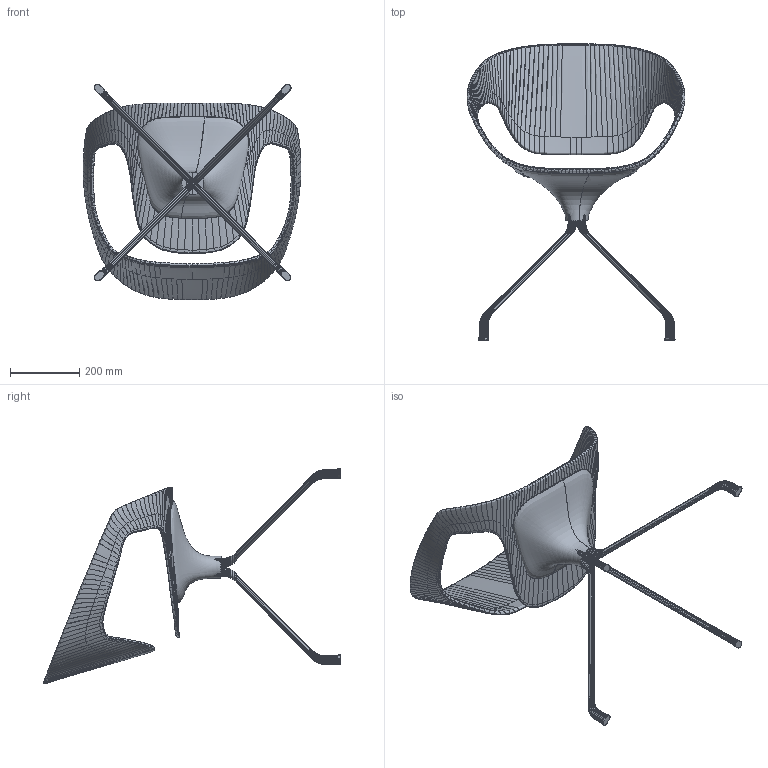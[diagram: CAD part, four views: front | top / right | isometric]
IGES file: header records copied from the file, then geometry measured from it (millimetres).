
Start section: SolidWorks IGES file using analytic representation for surfaces
Global section: file name: VAD GIREVOLE.IGS; native system: SolidWorks 2016; preprocessor: SolidWorks 2016; author: serena.trevisiol; date: 170421.172718; units: millimetre
Bounding box: 630.43 x 857.18 x 623.44 mm (x, y, z)
Surface area: 1085758.4 mm2 (no closed solid volume)
Topology: 0 solids, 0 shells, 2118 faces, 9323 edges, 9323 vertices
Faces by surface type: bspline 2118
